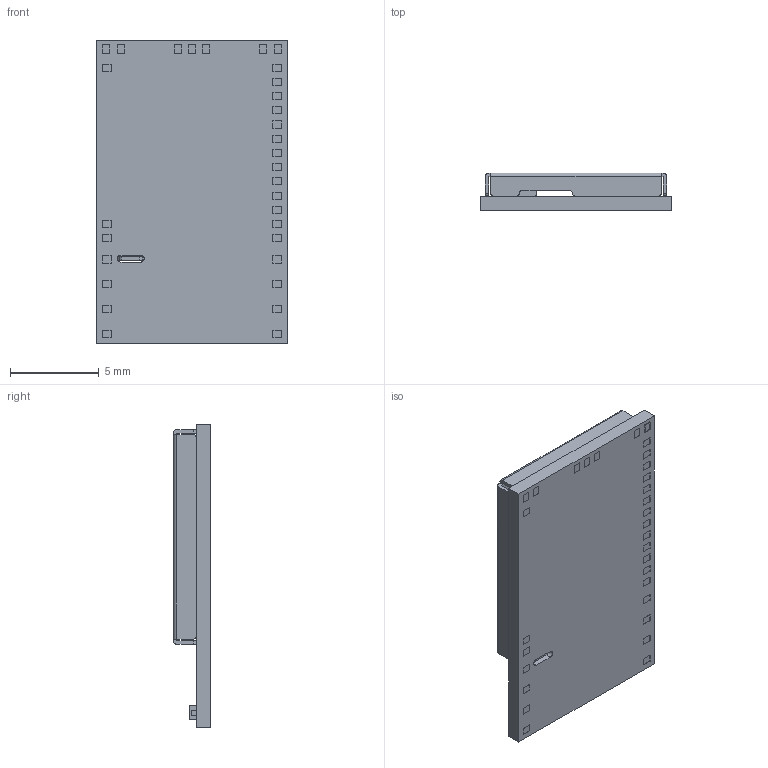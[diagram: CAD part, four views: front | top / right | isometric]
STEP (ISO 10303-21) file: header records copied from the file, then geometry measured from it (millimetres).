
FILE_DESCRIPTION((''),'2;1');
FILE_NAME('01-2-AN7002Q-20250115','2025-01-15T13:18:34',('curt_Chen'),(''),'CREO PARAMETRIC BY PTC INC, 2020053','CREO PARAMETRIC BY PTC INC, 2020053','');
FILE_SCHEMA(('AUTOMOTIVE_DESIGN { 1 0 10303 214 1 1 1 1 }'));
Length unit declared in the file: millimetre
Products named in the file (1): 01-2-AN7002Q-20250115
Bounding box: 10.8 x 2.11 x 17.1 mm (x, y, z)
Volume: 180.1 mm3; surface area: 739.4 mm2
Topology: 1 solids, 1 shells, 237 faces, 621 edges, 414 vertices
Faces by surface type: plane 210, cylinder 27
Entity records: 8637 total; most frequent: CARTESIAN_POINT 1330, ORIENTED_EDGE 1242, DIRECTION 1172, EDGE_CURVE 621, VECTOR 563, LINE 563, VERTEX_POINT 414, AXIS2_PLACEMENT_3D 303
